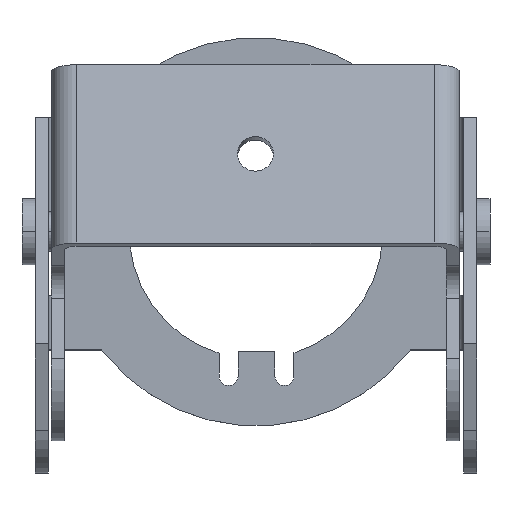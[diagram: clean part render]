
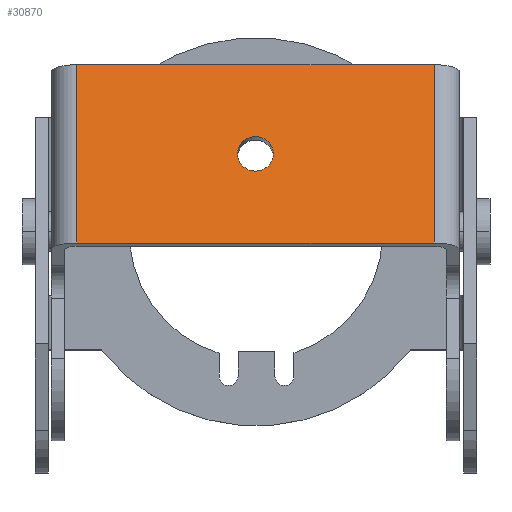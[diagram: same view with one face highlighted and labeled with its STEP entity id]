
A CAD part, top view. The second image highlights one B-rep face of the part: STEP entity #30870.
In plain terms, the highlighted face is planar.
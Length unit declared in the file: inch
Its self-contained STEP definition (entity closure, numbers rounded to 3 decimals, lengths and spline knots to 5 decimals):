
#30297=CARTESIAN_POINT('',(0.,0.,0.));
#30298=DIRECTION('',(0.,0.,-1.));
#30299=DIRECTION('',(1.,0.,0.));
#30300=AXIS2_PLACEMENT_3D('',#30297,#30298,#30299);
#30302=CARTESIAN_POINT('',(0.,0.,0.));
#30303=DIRECTION('',(0.,0.,-1.));
#30304=DIRECTION('',(-1.,0.,0.));
#30305=AXIS2_PLACEMENT_3D('',#30302,#30303,#30304);
#30307=DIRECTION('',(0.,-1.,0.));
#30308=VECTOR('',#30307,0.875);
#30309=CARTESIAN_POINT('',(-0.847,0.4375,0.));
#30310=LINE('',#30309,#30308);
#30311=DIRECTION('',(1.,0.,0.));
#30312=VECTOR('',#30311,1.694);
#30313=CARTESIAN_POINT('',(-0.847,-0.4375,0.));
#30314=LINE('',#30313,#30312);
#30315=DIRECTION('',(0.,1.,0.));
#30316=VECTOR('',#30315,0.875);
#30317=CARTESIAN_POINT('',(0.847,-0.4375,0.));
#30318=LINE('',#30317,#30316);
#30368=DIRECTION('',(1.,0.,0.));
#30369=VECTOR('',#30368,1.694);
#30370=CARTESIAN_POINT('',(-0.847,0.4375,0.));
#30371=LINE('',#30370,#30369);
#30721=CARTESIAN_POINT('',(0.08475,0.,0.));
#30722=CARTESIAN_POINT('',(-0.08475,0.,0.));
#30723=VERTEX_POINT('',#30721);
#30724=VERTEX_POINT('',#30722);
#30834=CARTESIAN_POINT('',(-0.847,-0.4375,0.));
#30836=VERTEX_POINT('',#30834);
#30837=CARTESIAN_POINT('',(-0.847,0.4375,0.));
#30838=VERTEX_POINT('',#30837);
#30842=CARTESIAN_POINT('',(0.847,0.4375,0.));
#30844=VERTEX_POINT('',#30842);
#30845=CARTESIAN_POINT('',(0.847,-0.4375,0.));
#30846=VERTEX_POINT('',#30845);
#30849=CARTESIAN_POINT('',(0.,0.,0.));
#30850=DIRECTION('',(0.,0.,1.));
#30851=DIRECTION('',(1.,0.,0.));
#30852=AXIS2_PLACEMENT_3D('',#30849,#30850,#30851);
#30853=PLANE('',#30852);
#30855=ORIENTED_EDGE('',*,*,#30854,.T.);
#30857=ORIENTED_EDGE('',*,*,#30856,.T.);
#30859=ORIENTED_EDGE('',*,*,#30858,.T.);
#30861=ORIENTED_EDGE('',*,*,#30860,.F.);
#30862=EDGE_LOOP('',(#30855,#30857,#30859,#30861));
#30863=FACE_OUTER_BOUND('',#30862,.F.);
#30865=ORIENTED_EDGE('',*,*,#30864,.T.);
#30867=ORIENTED_EDGE('',*,*,#30866,.T.);
#30868=EDGE_LOOP('',(#30865,#30867));
#30869=FACE_BOUND('',#30868,.F.);
#30301=CIRCLE('',#30300,0.08475);
#30306=CIRCLE('',#30305,0.08475);
#30854=EDGE_CURVE('',#30838,#30836,#30310,.T.);
#30856=EDGE_CURVE('',#30836,#30846,#30314,.T.);
#30858=EDGE_CURVE('',#30846,#30844,#30318,.T.);
#30860=EDGE_CURVE('',#30838,#30844,#30371,.T.);
#30864=EDGE_CURVE('',#30723,#30724,#30301,.T.);
#30866=EDGE_CURVE('',#30724,#30723,#30306,.T.);
#30870=ADVANCED_FACE('',(#30863,#30869),#30853,.F.);
